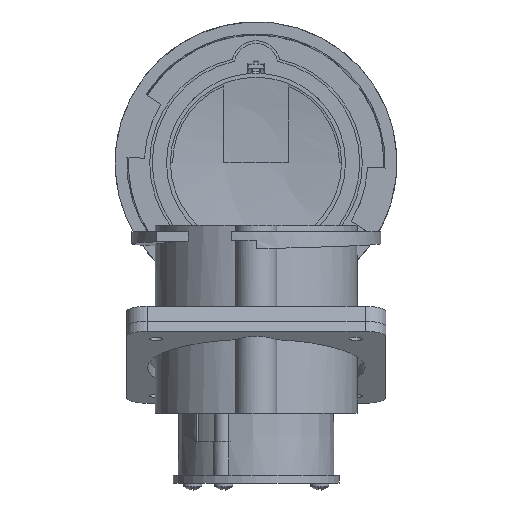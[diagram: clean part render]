
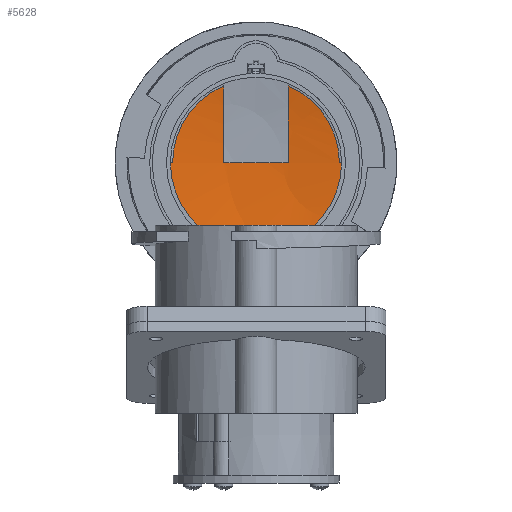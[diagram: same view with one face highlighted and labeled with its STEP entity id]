
A CAD part, front view. The second image highlights one B-rep face of the part: STEP entity #5628.
In plain terms, the highlighted spherical face has radius 228.5 mm.
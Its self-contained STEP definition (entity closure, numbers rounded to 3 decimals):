
#4154=CARTESIAN_POINT('',(0.,0.,226.));
#4155=DIRECTION('',(0.,-1.,0.));
#4156=DIRECTION('',(0.,0.,-1.));
#4157=AXIS2_PLACEMENT_3D('',#4154,#4155,#4156);
#4159=CARTESIAN_POINT('',(12.5,0.,-2.158));
#4160=CARTESIAN_POINT('',(12.502,1.051,-2.158));
#4161=CARTESIAN_POINT('',(12.5,3.118,-2.144));
#4162=CARTESIAN_POINT('',(12.5,6.382,-2.076));
#4163=CARTESIAN_POINT('',(12.5,9.601,-1.963));
#4164=CARTESIAN_POINT('',(12.5,12.782,-1.808));
#4165=CARTESIAN_POINT('',(12.5,16.299,-1.583));
#4166=CARTESIAN_POINT('',(12.501,19.383,-1.339));
#4167=CARTESIAN_POINT('',(12.498,22.283,-1.074));
#4168=CARTESIAN_POINT('',(12.505,25.661,
-0.72));
#4169=CARTESIAN_POINT('',(12.492,28.237,
-0.408));
#4170=CARTESIAN_POINT('',(12.5,29.61,
-0.228));
#4172=CARTESIAN_POINT('',(0.,0.,226.));
#4173=DIRECTION('',(0.,-1.,0.));
#4174=DIRECTION('',(0.141,0.,-0.99));
#4175=AXIS2_PLACEMENT_3D('',#4172,#4173,#4174);
#4177=CARTESIAN_POINT('',(0.,0.,-0.105));
#4178=DIRECTION('',(0.,0.,-1.));
#4179=DIRECTION('',(1.,0.,0.));
#4180=AXIS2_PLACEMENT_3D('',#4177,#4178,#4179);
#4182=CARTESIAN_POINT('',(-12.5,29.61,
-0.228));
#4183=CARTESIAN_POINT('',(-12.493,27.635,
-0.487));
#4184=CARTESIAN_POINT('',(-12.504,23.702,
-0.949));
#4185=CARTESIAN_POINT('',(-12.498,17.773,
-1.49));
#4186=CARTESIAN_POINT('',(-12.501,11.854,
-1.875));
#4187=CARTESIAN_POINT('',(-12.498,5.911,
-2.107));
#4188=CARTESIAN_POINT('',(-12.503,1.994,
-2.158));
#4189=CARTESIAN_POINT('',(-12.5,0.,-2.158));
#4191=CARTESIAN_POINT('',(-12.5,29.61,
-0.228));
#4192=CARTESIAN_POINT('',(-13.985,28.976,
-0.229));
#4193=CARTESIAN_POINT('',(-16.862,27.507,
-0.228));
#4194=CARTESIAN_POINT('',(-20.745,24.702,
-0.228));
#4195=CARTESIAN_POINT('',(-24.147,21.387,
-0.228));
#4196=CARTESIAN_POINT('',(-27.005,17.638,
-0.228));
#4197=CARTESIAN_POINT('',(-29.275,13.537,
-0.228));
#4198=CARTESIAN_POINT('',(-30.921,9.174,
-0.228));
#4199=CARTESIAN_POINT('',(-31.917,4.624,
-0.228));
#4200=CARTESIAN_POINT('',(-32.143,1.557,
-0.228));
#4201=CARTESIAN_POINT('',(-32.141,0.,-0.228));
#4203=CARTESIAN_POINT('',(0.,0.,226.));
#4204=DIRECTION('',(0.,1.,0.));
#4205=DIRECTION('',(-0.141,0.,-0.99));
#4206=AXIS2_PLACEMENT_3D('',#4203,#4204,#4205);
#4208=CARTESIAN_POINT('',(32.141,0.,-0.228));
#4209=CARTESIAN_POINT('',(32.141,1.57,
-0.228));
#4210=CARTESIAN_POINT('',(31.91,4.717,
-0.228));
#4211=CARTESIAN_POINT('',(30.876,9.335,
-0.228));
#4212=CARTESIAN_POINT('',(29.178,13.753,
-0.228));
#4213=CARTESIAN_POINT('',(26.853,17.872,
-0.228));
#4214=CARTESIAN_POINT('',(23.954,21.601,
-0.228));
#4215=CARTESIAN_POINT('',(20.549,24.862,
-0.228));
#4216=CARTESIAN_POINT('',(16.716,27.584,
-0.228));
#4217=CARTESIAN_POINT('',(13.932,29.008,
-0.228));
#4218=CARTESIAN_POINT('',(12.5,29.61,
-0.228));
#4220=CARTESIAN_POINT('',(0.,0.,226.));
#4221=DIRECTION('',(0.,1.,0.));
#4222=DIRECTION('',(0.,0.,-1.));
#4223=AXIS2_PLACEMENT_3D('',#4220,#4221,#4222);
#4482=CARTESIAN_POINT('',(33.,0.,-0.105));
#4483=VERTEX_POINT('',#4482);
#4484=CARTESIAN_POINT('',(-33.,0.,-0.105));
#4485=VERTEX_POINT('',#4484);
#4486=CARTESIAN_POINT('',(0.,0.,-2.5));
#4487=CARTESIAN_POINT('',(12.5,0.,-2.158));
#4488=VERTEX_POINT('',#4486);
#4489=VERTEX_POINT('',#4487);
#4490=VERTEX_POINT('',#4170);
#4491=VERTEX_POINT('',#4208);
#4492=CARTESIAN_POINT('',(-32.141,0.,-0.228));
#4493=VERTEX_POINT('',#4492);
#4494=VERTEX_POINT('',#4191);
#4495=VERTEX_POINT('',#4189);
#5604=CARTESIAN_POINT('',(0.,0.,226.));
#5605=DIRECTION('',(0.141,0.,-0.99));
#5606=DIRECTION('',(0.99,0.,0.141));
#5607=AXIS2_PLACEMENT_3D('',#5604,#5605,#5606);
#5608=SPHERICAL_SURFACE('',#5607,228.5);
#5610=ORIENTED_EDGE('',*,*,#5609,.T.);
#5612=ORIENTED_EDGE('',*,*,#5611,.T.);
#5614=ORIENTED_EDGE('',*,*,#5613,.F.);
#5616=ORIENTED_EDGE('',*,*,#5615,.T.);
#5617=ORIENTED_EDGE('',*,*,#5597,.T.);
#5619=ORIENTED_EDGE('',*,*,#5618,.F.);
#5621=ORIENTED_EDGE('',*,*,#5620,.F.);
#5623=ORIENTED_EDGE('',*,*,#5622,.T.);
#5625=ORIENTED_EDGE('',*,*,#5624,.F.);
#5626=EDGE_LOOP('',(#5610,#5612,#5614,#5616,#5617,#5619,#5621,#5623,#5625));
#5627=FACE_OUTER_BOUND('',#5626,.F.);
#5628=ADVANCED_FACE('',(#5627),#5608,.F.);
#4158=CIRCLE('',#4157,228.5);
#4171=B_SPLINE_CURVE_WITH_KNOTS('',3,(#4159,#4160,#4161,#4162,#4163,#4164,#4165,
#4166,#4167,#4168,#4169,#4170),.UNSPECIFIED.,.F.,.F.,(4,1,1,1,1,1,1,1,1,4),
(0.,0.111,0.222,0.333,0.444,
0.556,0.667,0.778,0.889,1.),
.UNSPECIFIED.);
#4176=CIRCLE('',#4175,228.5);
#4181=CIRCLE('',#4180,33.);
#4190=B_SPLINE_CURVE_WITH_KNOTS('',3,(#4182,#4183,#4184,#4185,#4186,#4187,#4188,
#4189),.UNSPECIFIED.,.F.,.F.,(4,1,1,1,1,4),(0.,0.2,0.4,0.6,0.8,1.),
.UNSPECIFIED.);
#4202=B_SPLINE_CURVE_WITH_KNOTS('',3,(#4191,#4192,#4193,#4194,#4195,#4196,#4197,
#4198,#4199,#4200,#4201),.UNSPECIFIED.,.F.,.F.,(4,1,1,1,1,1,1,1,4),(0.,
0.125,0.25,0.375,0.5,0.625,0.75,0.875,1.),.UNSPECIFIED.);
#4207=CIRCLE('',#4206,228.5);
#4219=B_SPLINE_CURVE_WITH_KNOTS('',3,(#4208,#4209,#4210,#4211,#4212,#4213,#4214,
#4215,#4216,#4217,#4218),.UNSPECIFIED.,.F.,.F.,(4,1,1,1,1,1,1,1,4),(0.,
0.125,0.25,0.375,0.5,0.625,0.75,0.875,1.),.UNSPECIFIED.);
#4224=CIRCLE('',#4223,228.5);
#5597=EDGE_CURVE('',#4483,#4485,#4181,.T.);
#5609=EDGE_CURVE('',#4488,#4489,#4158,.T.);
#5611=EDGE_CURVE('',#4489,#4490,#4171,.T.);
#5613=EDGE_CURVE('',#4491,#4490,#4219,.T.);
#5615=EDGE_CURVE('',#4491,#4483,#4176,.T.);
#5618=EDGE_CURVE('',#4493,#4485,#4207,.T.);
#5620=EDGE_CURVE('',#4494,#4493,#4202,.T.);
#5622=EDGE_CURVE('',#4494,#4495,#4190,.T.);
#5624=EDGE_CURVE('',#4488,#4495,#4224,.T.);
